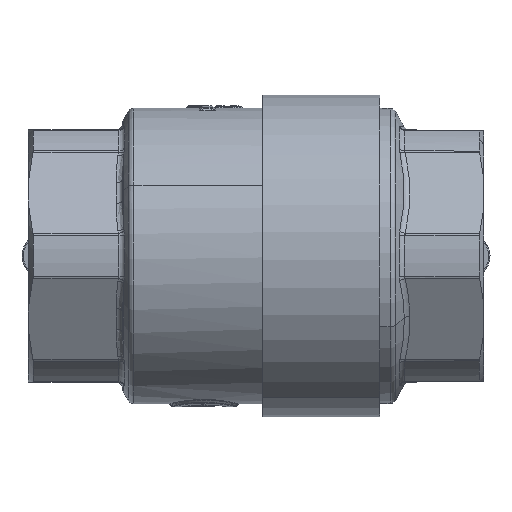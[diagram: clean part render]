
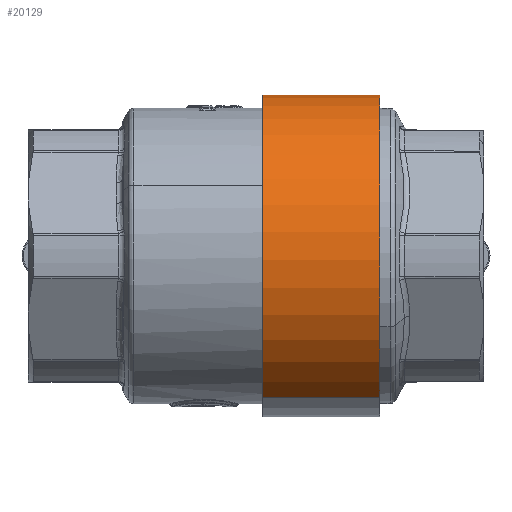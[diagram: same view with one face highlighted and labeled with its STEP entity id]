
A CAD part, front view. The second image highlights one B-rep face of the part: STEP entity #20129.
In plain terms, the highlighted cylindrical face has radius 24.75 mm (diameter 49.5 mm), a partial arc.
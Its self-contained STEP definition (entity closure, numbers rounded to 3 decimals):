
#20090=CARTESIAN_POINT('Axis2P3D Location',(10.,0.,0.)) ;
#20095=CARTESIAN_POINT('Axis2P3D Location',(1.,0.,0.)) ;
#20099=CARTESIAN_POINT('Vertex',(1.,-11.866,-21.72)) ;
#20101=CARTESIAN_POINT('Vertex',(1.,11.866,21.72)) ;
#20104=CARTESIAN_POINT('Line Origine',(10.,-11.866,-21.72)) ;
#20108=CARTESIAN_POINT('Vertex',(19.,-11.866,-21.72)) ;
#20111=CARTESIAN_POINT('Axis2P3D Location',(19.,0.,0.)) ;
#20115=CARTESIAN_POINT('Vertex',(19.,11.866,21.72)) ;
#20118=CARTESIAN_POINT('Line Origine',(10.,11.866,21.72)) ;
#20106=VECTOR('Line Direction',#20105,1.) ;
#20120=VECTOR('Line Direction',#20119,1.) ;
#20091=DIRECTION('Axis2P3D Direction',(-1.,0.,0.)) ;
#20092=DIRECTION('Axis2P3D XDirection',(0.,-0.479,-0.878)) ;
#20096=DIRECTION('Axis2P3D Direction',(-1.,0.,0.)) ;
#20105=DIRECTION('Vector Direction',(-1.,0.,0.)) ;
#20112=DIRECTION('Axis2P3D Direction',(-1.,0.,0.)) ;
#20119=DIRECTION('Vector Direction',(-1.,0.,0.)) ;
#20093=AXIS2_PLACEMENT_3D('Cylinder Axis2P3D',#20090,#20091,#20092) ;
#20097=AXIS2_PLACEMENT_3D('Circle Axis2P3D',#20095,#20096,$) ;
#20113=AXIS2_PLACEMENT_3D('Circle Axis2P3D',#20111,#20112,$) ;
#20107=LINE('Line',#20104,#20106) ;
#20121=LINE('Line',#20118,#20120) ;
#20098=CIRCLE('generated circle',#20097,24.75) ;
#20114=CIRCLE('generated circle',#20113,24.75) ;
#20094=CYLINDRICAL_SURFACE('generated cylinder',#20093,24.75) ;
#20103=EDGE_CURVE('',#20100,#20102,#20098,.T.) ;
#20110=EDGE_CURVE('',#20100,#20109,#20107,.F.) ;
#20117=EDGE_CURVE('',#20109,#20116,#20114,.T.) ;
#20122=EDGE_CURVE('',#20102,#20116,#20121,.F.) ;
#20124=ORIENTED_EDGE('',*,*,#20103,.F.) ;
#20125=ORIENTED_EDGE('',*,*,#20110,.T.) ;
#20126=ORIENTED_EDGE('',*,*,#20117,.T.) ;
#20127=ORIENTED_EDGE('',*,*,#20122,.F.) ;
#20123=EDGE_LOOP('',(#20124,#20125,#20126,#20127)) ;
#20100=VERTEX_POINT('',#20099) ;
#20102=VERTEX_POINT('',#20101) ;
#20109=VERTEX_POINT('',#20108) ;
#20116=VERTEX_POINT('',#20115) ;
#20129=ADVANCED_FACE('PartBody',(#20128),#20094,.T.) ;
#20128=FACE_OUTER_BOUND('',#20123,.T.) ;
